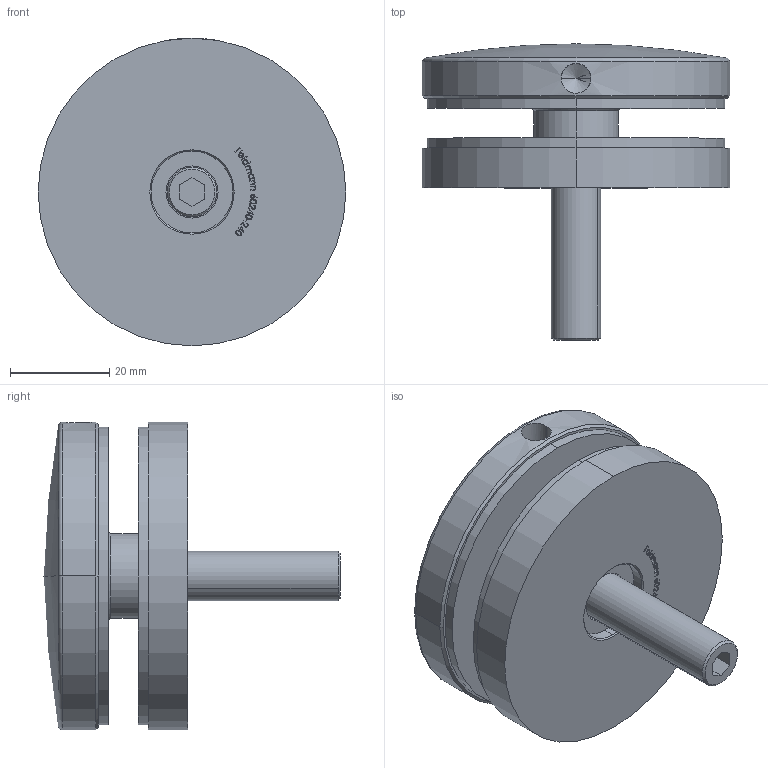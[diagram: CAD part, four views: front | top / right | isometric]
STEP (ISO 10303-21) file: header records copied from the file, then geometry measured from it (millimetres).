
FILE_DESCRIPTION (( 'STEP AP203' ), '1' );
FILE_NAME ('60240-240.step', '2020-10-27T14:37:30', ( '' ), ( '' ), 'SwSTEP 2.0', 'SolidWorks 2018', '' );
FILE_SCHEMA (( 'CONFIG_CONTROL_DESIGN' ));
Length unit declared in the file: millimetre
Products named in the file (12): 60240-240 Teil2_60240-240 Teil2; 60240-240 Teil4_60240-240 Teil4; DIN913 M10x55; 60240-240 Teil1; 60240-240 Teil3; 60240-240 Teil3_60240-240 Teil3; 60240-240; 60240-240 Teil2; 60240-240 Teil1_60240-240 Teil1; DIN913 M10x55_DIN913 M10x55; 60240-240 Teil4
Assembly tree (7 placements, depth 2):
  60240-240 Teil3
  60240-240
    60240-240 Teil1
    DIN913 M10x55
  60240-240 Teil2
  60240-240
    60240-240 Teil1_60240-240 Teil1
    60240-240 Teil2_60240-240 Teil2
    60240-240 Teil3_60240-240 Teil3
    60240-240 Teil4_60240-240 Teil4
    DIN913 M10x55_DIN913 M10x55
  60240-240 Teil4
Bounding box: 62 x 59.7 x 62 mm (x, y, z)
Volume: 67348.6 mm3; surface area: 30320 mm2
Topology: 5 solids, 5 shells, 292 faces, 733 edges, 481 vertices
Faces by surface type: plane 144, bspline 96, cylinder 26, cone 22, torus 2, sphere 2
Entity records: 16541 total; most frequent: CARTESIAN_POINT 9008, ORIENTED_EDGE 1454, DIRECTION 1025, EDGE_CURVE 727, VERTEX_POINT 477, VECTOR 459, LINE 459, EDGE_LOOP 330
